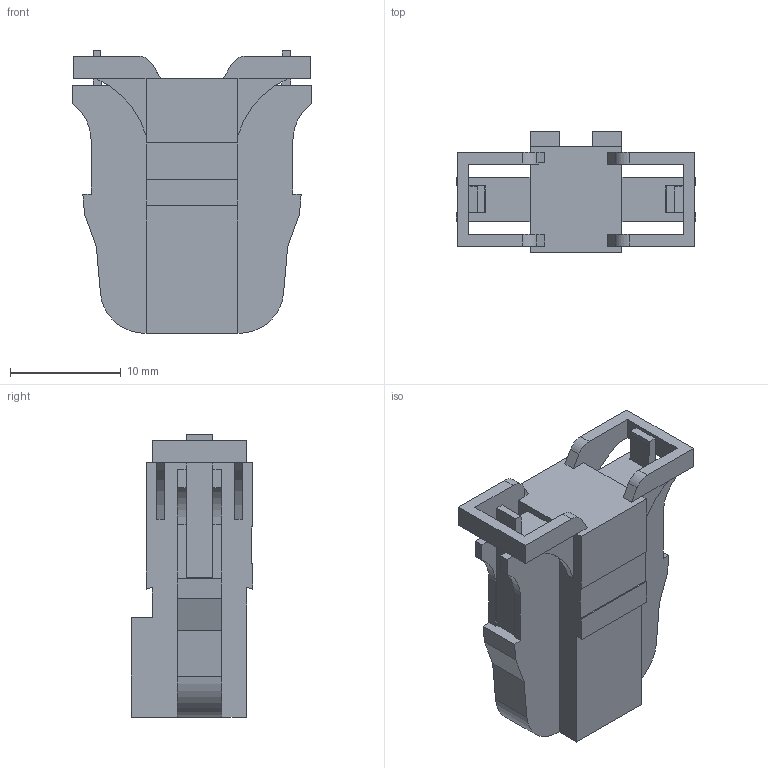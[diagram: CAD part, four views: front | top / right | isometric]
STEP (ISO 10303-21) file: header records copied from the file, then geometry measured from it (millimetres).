
FILE_DESCRIPTION(/* description */ (''),/* implementation_level */ '2;1');
FILE_NAME(/* name */ '15514691_ENV10_02.stp',/* time_stamp */ '2023-07-06T22:11:50+08:00',/* author */ (''),/* organization */ (''),/* preprocessor_version */ 'ST-DEVELOPER v16',/* originating_system */ 'SIEMENS PLM Software NX 11.0',/* authorisation */ '');
FILE_SCHEMA (('AUTOMOTIVE_DESIGN { 1 0 10303 214 3 1 1 1 }'));
Length unit declared in the file: millimetre
Products named in the file (1): 15514691_ENV10_02
Bounding box: 21.61 x 10.95 x 25.5 mm (x, y, z)
Volume: 2767.5 mm3; surface area: 1931.2 mm2
Topology: 1 solids, 1 shells, 97 faces, 293 edges, 194 vertices
Faces by surface type: plane 83, cylinder 14
Entity records: 3279 total; most frequent: CARTESIAN_POINT 597, ORIENTED_EDGE 586, DIRECTION 513, EDGE_CURVE 293, LINE 261, VECTOR 261, VERTEX_POINT 194, AXIS2_PLACEMENT_3D 126
